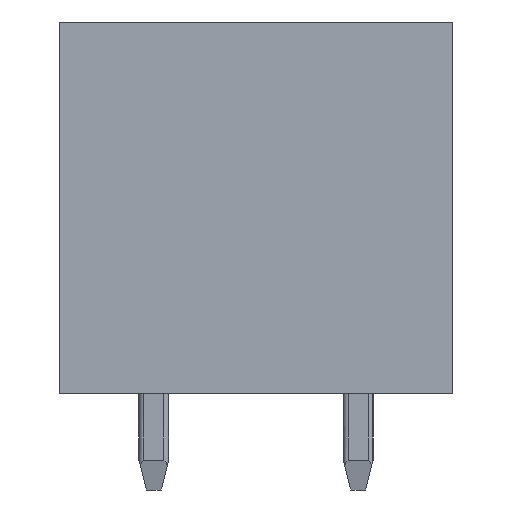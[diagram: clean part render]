
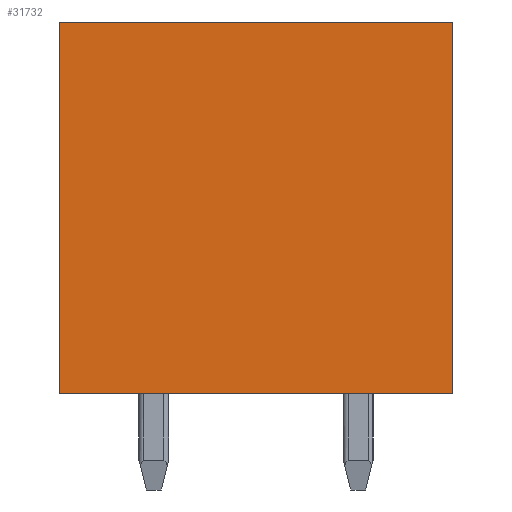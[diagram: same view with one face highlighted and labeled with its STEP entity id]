
A CAD part, left-side view. The second image highlights one B-rep face of the part: STEP entity #31732.
In plain terms, the highlighted planar face has unit normal (-1, 0, 0).
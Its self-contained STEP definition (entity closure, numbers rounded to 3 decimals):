
#2521=DIRECTION('',(0.,0.,-1.));
#2522=VECTOR('',#2521,10.);
#2523=CARTESIAN_POINT('',(-74.3,-5.3,3.7));
#2524=LINE('',#2523,#2522);
#2525=DIRECTION('',(0.,1.,0.));
#2526=VECTOR('',#2525,10.6);
#2527=CARTESIAN_POINT('',(-74.3,-5.3,-6.3));
#2528=LINE('',#2527,#2526);
#2529=DIRECTION('',(0.,0.,1.));
#2530=VECTOR('',#2529,10.);
#2531=CARTESIAN_POINT('',(-74.3,5.3,-6.3));
#2532=LINE('',#2531,#2530);
#2533=DIRECTION('',(0.,-1.,0.));
#2534=VECTOR('',#2533,10.6);
#2535=CARTESIAN_POINT('',(-74.3,5.3,3.7));
#2536=LINE('',#2535,#2534);
#23369=CARTESIAN_POINT('',(-74.3,-5.3,3.7));
#23370=CARTESIAN_POINT('',(-74.3,-5.3,-6.3));
#23371=VERTEX_POINT('',#23369);
#23372=VERTEX_POINT('',#23370);
#23373=CARTESIAN_POINT('',(-74.3,5.3,-6.3));
#23374=VERTEX_POINT('',#23373);
#23375=CARTESIAN_POINT('',(-74.3,5.3,3.7));
#23376=VERTEX_POINT('',#23375);
#31721=CARTESIAN_POINT('',(-74.3,0.,0.));
#31722=DIRECTION('',(1.,0.,0.));
#31723=DIRECTION('',(0.,-1.,0.));
#31724=AXIS2_PLACEMENT_3D('',#31721,#31722,#31723);
#31725=PLANE('',#31724);
#31726=ORIENTED_EDGE('',*,*,#29595,.T.);
#31727=ORIENTED_EDGE('',*,*,#29610,.T.);
#31728=ORIENTED_EDGE('',*,*,#30380,.T.);
#31729=ORIENTED_EDGE('',*,*,#30393,.T.);
#31730=EDGE_LOOP('',(#31726,#31727,#31728,#31729));
#31731=FACE_OUTER_BOUND('',#31730,.F.);
#31732=ADVANCED_FACE('',(#31731),#31725,.F.);
#29595=EDGE_CURVE('',#23371,#23372,#2524,.T.);
#29610=EDGE_CURVE('',#23372,#23374,#2528,.T.);
#30380=EDGE_CURVE('',#23374,#23376,#2532,.T.);
#30393=EDGE_CURVE('',#23376,#23371,#2536,.T.);
